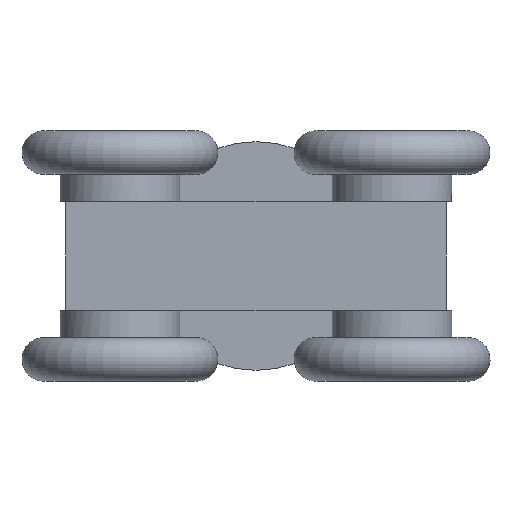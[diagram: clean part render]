
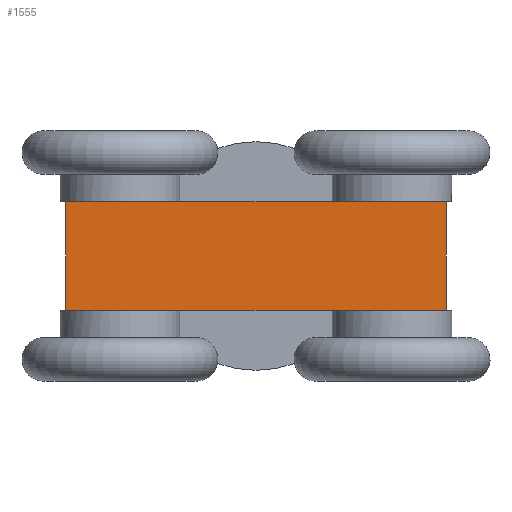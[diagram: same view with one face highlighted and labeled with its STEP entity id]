
A CAD part, front view. The second image highlights one B-rep face of the part: STEP entity #1555.
In plain terms, the highlighted planar face has unit normal (0, -1, 0).
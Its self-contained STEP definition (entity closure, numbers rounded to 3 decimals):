
#798=CARTESIAN_POINT('',(30.0,0.0,-10.0));
#799=VERTEX_POINT('',#798);
#878=CARTESIAN_POINT('',(5.0,0.0,-10.0));
#879=VERTEX_POINT('',#878);
#918=CARTESIAN_POINT('',(0.0,0.0,-10.0));
#919=VERTEX_POINT('',#918);
#920=CARTESIAN_POINT('',(0.0,0.0,-10.0));
#921=DIRECTION('',(1.0,0.0,0.0));
#922=VECTOR('',#921,5.0);
#923=LINE('',#920,#922);
#924=EDGE_CURVE('',#919,#879,#923,.T.);
#987=CARTESIAN_POINT('',(35.0,0.0,-10.0));
#988=VERTEX_POINT('',#987);
#995=CARTESIAN_POINT('',(30.0,0.0,-10.0));
#996=DIRECTION('',(1.0,0.0,0.0));
#997=VECTOR('',#996,5.0);
#998=LINE('',#995,#997);
#999=EDGE_CURVE('',#799,#988,#998,.T.);
#1134=CARTESIAN_POINT('',(5.0,0.0,0.0));
#1135=VERTEX_POINT('',#1134);
#1214=CARTESIAN_POINT('',(30.0,0.0,0.0));
#1215=VERTEX_POINT('',#1214);
#1254=CARTESIAN_POINT('',(35.0,0.0,0.0));
#1255=VERTEX_POINT('',#1254);
#1256=CARTESIAN_POINT('',(30.0,0.0,0.0));
#1257=DIRECTION('',(1.0,0.0,0.0));
#1258=VECTOR('',#1257,5.0);
#1259=LINE('',#1256,#1258);
#1260=EDGE_CURVE('',#1215,#1255,#1259,.T.);
#1323=CARTESIAN_POINT('',(0.0,0.0,0.0));
#1324=VERTEX_POINT('',#1323);
#1331=CARTESIAN_POINT('',(0.0,0.0,0.0));
#1332=DIRECTION('',(1.0,0.0,0.0));
#1333=VECTOR('',#1332,5.0);
#1334=LINE('',#1331,#1333);
#1335=EDGE_CURVE('',#1324,#1135,#1334,.T.);
#1514=CARTESIAN_POINT('',(5.0,0.0,-10.0));
#1515=DIRECTION('',(1.0,0.0,0.0));
#1516=VECTOR('',#1515,25.0);
#1517=LINE('',#1514,#1516);
#1518=EDGE_CURVE('',#879,#799,#1517,.T.);
#1525=CARTESIAN_POINT('',(0.0,0.0,0.0));
#1526=DIRECTION('',(0.0,-1.0,0.0));
#1527=DIRECTION('',(0.0,0.0,-1.0));
#1528=AXIS2_PLACEMENT_3D('',#1525,#1526,#1527);
#1529=PLANE('',#1528);
#1530=CARTESIAN_POINT('',(0.0,0.0,-10.0));
#1531=DIRECTION('',(0.0,0.0,1.0));
#1532=VECTOR('',#1531,10.0);
#1533=LINE('',#1530,#1532);
#1534=EDGE_CURVE('',#919,#1324,#1533,.T.);
#1535=ORIENTED_EDGE('',*,*,#1534,.F.);
#1536=ORIENTED_EDGE('',*,*,#924,.T.);
#1537=ORIENTED_EDGE('',*,*,#1518,.T.);
#1538=ORIENTED_EDGE('',*,*,#999,.T.);
#1539=CARTESIAN_POINT('',(35.0,0.0,0.0));
#1540=DIRECTION('',(0.0,0.0,-1.0));
#1541=VECTOR('',#1540,10.0);
#1542=LINE('',#1539,#1541);
#1543=EDGE_CURVE('',#1255,#988,#1542,.T.);
#1544=ORIENTED_EDGE('',*,*,#1543,.F.);
#1545=ORIENTED_EDGE('',*,*,#1260,.F.);
#1546=CARTESIAN_POINT('',(5.0,0.0,0.0));
#1547=DIRECTION('',(1.0,0.0,0.0));
#1548=VECTOR('',#1547,25.0);
#1549=LINE('',#1546,#1548);
#1550=EDGE_CURVE('',#1135,#1215,#1549,.T.);
#1551=ORIENTED_EDGE('',*,*,#1550,.F.);
#1552=ORIENTED_EDGE('',*,*,#1335,.F.);
#1553=EDGE_LOOP('',(#1535,#1536,#1537,#1538,#1544,#1545,#1551,#1552));
#1554=FACE_OUTER_BOUND('',#1553,.T.);
#1555=ADVANCED_FACE('',(#1554),#1529,.T.);
